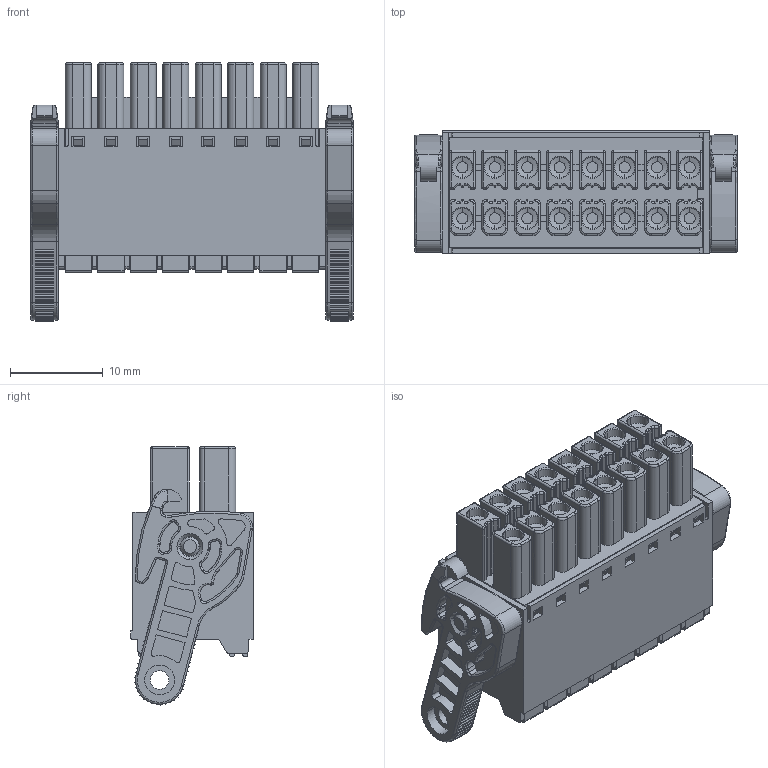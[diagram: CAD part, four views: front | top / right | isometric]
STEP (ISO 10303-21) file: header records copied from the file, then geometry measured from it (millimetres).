
FILE_DESCRIPTION( ('This file contains a STEP AP42 implementation' ,'as created by ZW3D STEP Interface translator.') ,'2;1' );
FILE_NAME( 'WJ15EDGKNHG-3.5-2x08-00A.stp' ,'23 420.102518', (''), ('ZWCAD Software Co.'), 'Version 1.0', 'ZW3D to STEP translator', '' );
FILE_SCHEMA(('AUTOMOTIVE_DESIGN { 1 0 10303 214 1 1 1 1 }'));
Length unit declared in the file: millimetre
Products named in the file (2): 0; wj15edgknhg-350-10p
Bounding box: 34.8 x 13.25 x 27.84 mm (x, y, z)
Volume: 7038 mm3; surface area: 6720.6 mm2
Topology: 2 solids, 24 shells, 3454 faces, 8939 edges, 5721 vertices
Faces by surface type: plane 1990, cylinder 994, torus 244, cone 100, sphere 66, bspline 60
Entity records: 111055 total; most frequent: CARTESIAN_POINT 22072, ORIENTED_EDGE 17878, DIRECTION 17786, EDGE_CURVE 8939, VECTOR 6194, LINE 6194, AXIS2_PLACEMENT_3D 5796, VERTEX_POINT 5721
